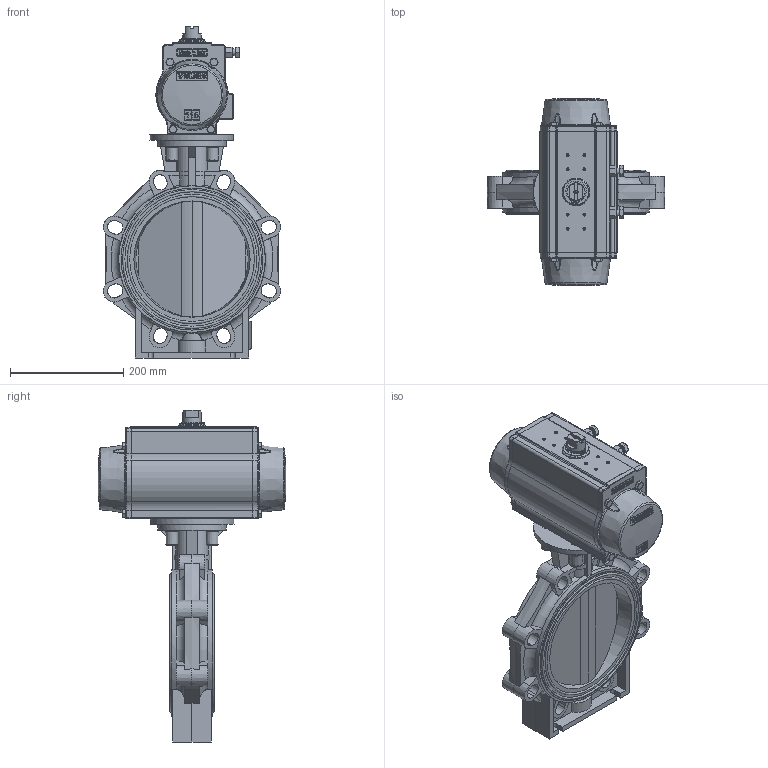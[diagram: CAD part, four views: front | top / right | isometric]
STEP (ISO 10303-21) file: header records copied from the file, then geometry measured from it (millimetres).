
FILE_DESCRIPTION((''),'2;1');
FILE_NAME('PV15011F - 160 - DA115.stp','2021-12-01T16:06:36',('RL'),(''),'Autodesk Inventor 2012','Autodesk Inventor 2012','');
FILE_SCHEMA(('AUTOMOTIVE_DESIGN { 1 0 10303 214 1 1 1 1 }'));
Length unit declared in the file: millimetre
Products named in the file (1): Bauteil1
Bounding box: 313.73 x 331.69 x 587.4 mm (x, y, z)
Volume: 9858783.5 mm3; surface area: 596078.5 mm2
Topology: 1 solids, 6 shells, 1812 faces, 4853 edges, 3133 vertices
Faces by surface type: plane 856, bspline 389, cone 291, cylinder 180, torus 91, sphere 5
Full cylindrical faces by diameter (mm): 2.5 x2, 4 x1, 4.2 x13, 5 x1, 6.8 x4, 8.5 x4, 11.445 x2, 12 x2, 13 x8, 18 x2, 23 x1, 29.8 x1, 29.85 x1, 31.5 x1, 32 x1, 45 x1, 49 x1, 52 x1, 52.5 x1, 121 x1, 251 x2
Entity records: 82122 total; most frequent: CARTESIAN_POINT 38110, ORIENTED_EDGE 9278, DIRECTION 8060, EDGE_CURVE 4639, VERTEX_POINT 3077, AXIS2_PLACEMENT_3D 3029, EDGE_LOOP 2078, VECTOR 2002
